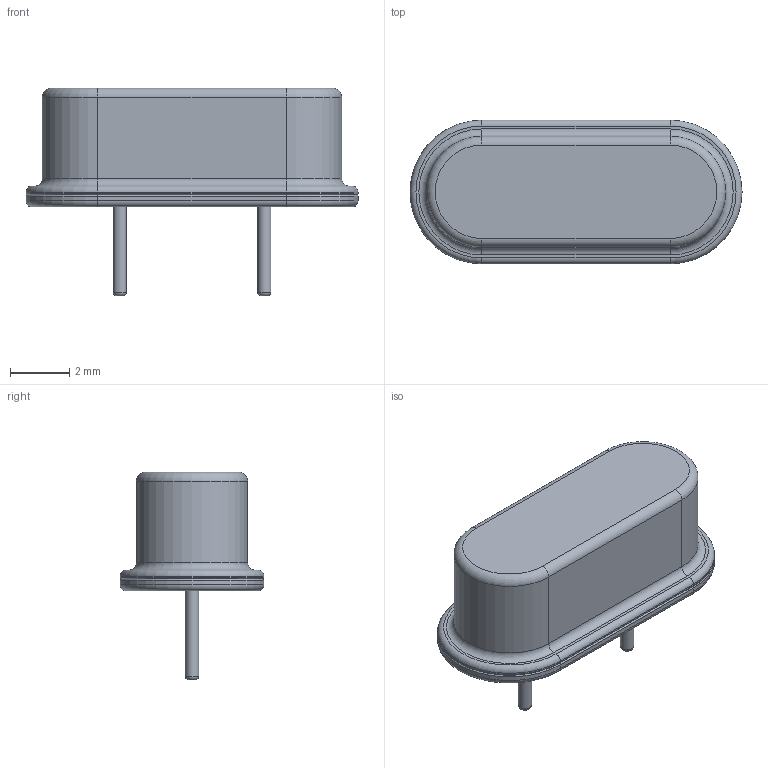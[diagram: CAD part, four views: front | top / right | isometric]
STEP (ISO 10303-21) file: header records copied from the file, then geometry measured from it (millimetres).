
FILE_DESCRIPTION(('STEP AP214'), '1');
FILE_NAME('HC-49S', '2016-07-15T14:31:17', ('Nobody'), (''), 'ASCON STEP Converter 1.3', 'ASCON Math Kernel', '');
FILE_SCHEMA(('AUTOMOTIVE_DESIGN { 1 0 10303 214 3 1 1}'));
Length unit declared in the file: millimetre
Bounding box: 11.2 x 4.85 x 7 mm (x, y, z)
Volume: 149 mm3; surface area: 297.4 mm2
Topology: 4 solids, 4 shells, 55 faces, 104 edges, 60 vertices
Faces by surface type: cylinder 22, plane 17, torus 16
Full cylindrical faces by diameter (mm): 0.45 x2, 1.7 x2
Entity records: 1836 total; most frequent: DIRECTION 268, CARTESIAN_POINT 212, ORIENTED_EDGE 192, AXIS2_PLACEMENT_3D 116, EDGE_CURVE 96, EDGE_LOOP 66, VERTEX_POINT 60, CIRCLE 60
